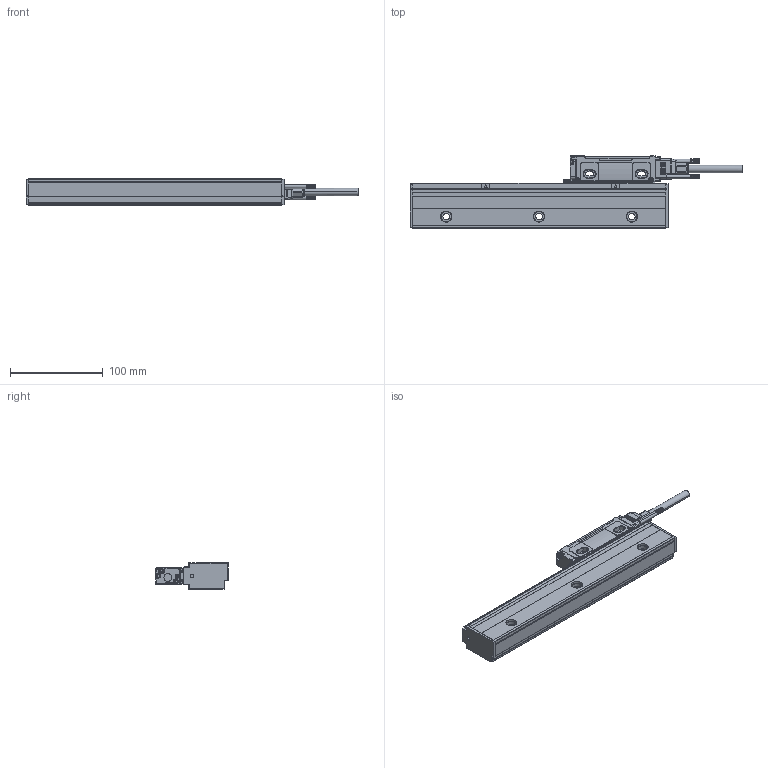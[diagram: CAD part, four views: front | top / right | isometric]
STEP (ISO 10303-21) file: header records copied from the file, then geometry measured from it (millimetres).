
FILE_DESCRIPTION(('CATIA V5 STEP'),'2;1');
FILE_NAME('SR84_SR85_X_L_014_V1.stp','2018-11-30T03:34:56+00:00',('none'),('none'),'CATIA Version 5 Release 19 SP 6 (IN-10)','CATIA V5 STEP AP214','none');
FILE_SCHEMA(('AUTOMOTIVE_DESIGN { 1 0 10303 214 1 1 1 1 }'));
Products named in the file (3): SR87_L_014; SR87-014_S; SR87_head_L
Assembly tree (2 placements, depth 2):
  SR87_L_014
    SR87-014_S
    SR87_head_L
Bounding box: 357.7 x 78 x 29 mm (x, y, z)
Volume: 392823 mm3; surface area: 78342 mm2
Topology: 2 solids, 18 shells, 2478 faces, 6363 edges, 3804 vertices
Faces by surface type: plane 1154, cylinder 814, torus 175, cone 175, sphere 107, bspline 53
Entity records: 74784 total; most frequent: CARTESIAN_POINT 19729, ORIENTED_EDGE 12474, DIRECTION 9249, EDGE_CURVE 6237, AXIS2_PLACEMENT_3D 3865, VERTEX_POINT 3804, VECTOR 3399, LINE 3399
